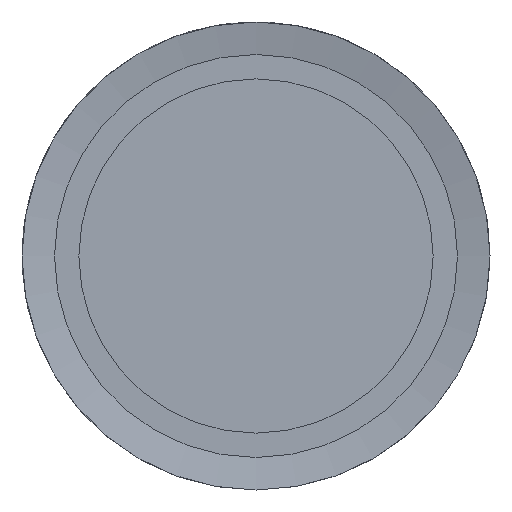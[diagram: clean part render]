
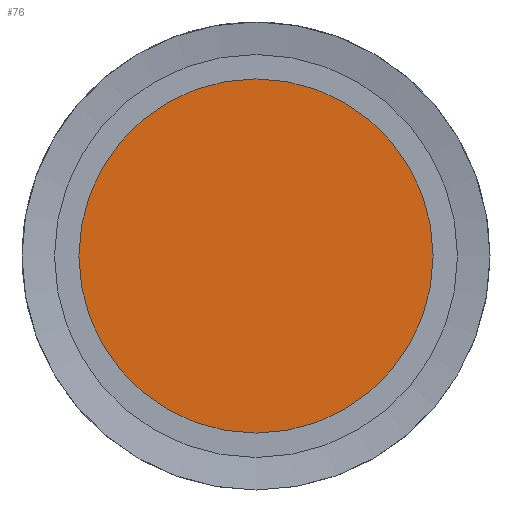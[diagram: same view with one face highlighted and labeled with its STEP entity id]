
A CAD part, left-side view. The second image highlights one B-rep face of the part: STEP entity #76.
In plain terms, the highlighted planar face has unit normal (-1, 0, 0).
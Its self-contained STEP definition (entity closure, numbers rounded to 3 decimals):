
#76 = ADVANCED_FACE( '', ( #290 ), #291, .F. );
#290 = FACE_OUTER_BOUND( '', #724, .T. );
#291 = PLANE( '', #725 );
#724 = EDGE_LOOP( '', ( #1163 ) );
#725 = AXIS2_PLACEMENT_3D( '', #1164, #1165, #1166 );
#1163 = ORIENTED_EDGE( '', *, *, #2856, .F. );
#1164 = CARTESIAN_POINT( '', ( 0., 0., 0. ) );
#1165 = DIRECTION( '', ( 1., 0., 0. ) );
#1166 = DIRECTION( '', ( 0., 0., -1. ) );
#2856 = EDGE_CURVE( '', #3390, #3390, #3391, .T. );
#3390 = VERTEX_POINT( '', #4252 );
#3391 = CIRCLE( '', #4253, 13.625 );
#4252 = CARTESIAN_POINT( '', ( 0., 0., -13.625 ) );
#4253 = AXIS2_PLACEMENT_3D( '', #5350, #5351, #5352 );
#5350 = CARTESIAN_POINT( '', ( 0., 0., 0. ) );
#5351 = DIRECTION( '', ( 1., 0., 0. ) );
#5352 = DIRECTION( '', ( 0., 0., -1. ) );
